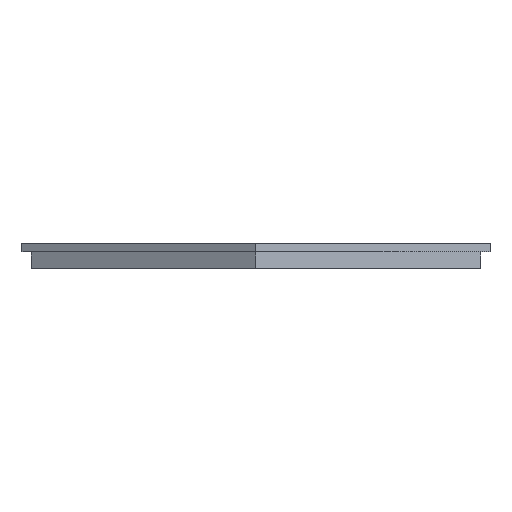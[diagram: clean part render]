
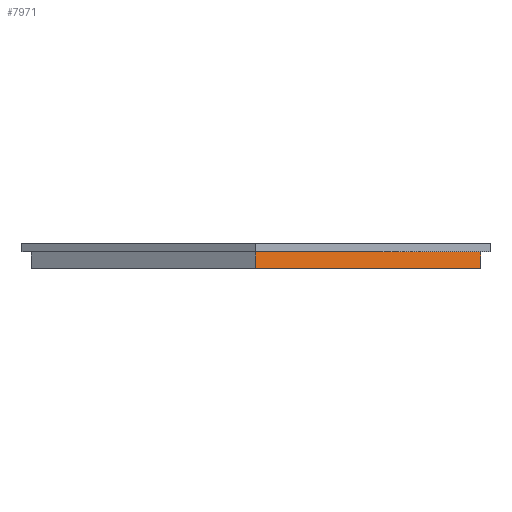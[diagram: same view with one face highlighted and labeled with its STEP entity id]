
A CAD part, front view. The second image highlights one B-rep face of the part: STEP entity #7971.
In plain terms, the highlighted planar face has unit normal (0.5, -0.866, 0).
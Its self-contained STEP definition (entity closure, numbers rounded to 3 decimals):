
#517 = EDGE_CURVE ( 'NONE', #3891, #5281, #1302, .T. ) ;
#616 = DIRECTION ( 'NONE',  ( 0.866, 0.5, 0. ) ) ;
#931 = LINE ( 'NONE', #2197, #2333 ) ;
#1189 = LINE ( 'NONE', #4482, #6133 ) ;
#1302 = LINE ( 'NONE', #1813, #2918 ) ;
#1331 = ORIENTED_EDGE ( 'NONE', *, *, #7759, .T. ) ;
#1626 = PLANE ( 'NONE',  #8268 ) ;
#1805 = CARTESIAN_POINT ( 'NONE',  ( 54., -31.754, -6. ) ) ;
#1813 = CARTESIAN_POINT ( 'NONE',  ( 27.25, -47.198, -2. ) ) ;
#2159 = DIRECTION ( 'NONE',  ( 0.866, 0.5, 0. ) ) ;
#2197 = CARTESIAN_POINT ( 'NONE',  ( 27.25, -47.198, -6. ) ) ;
#2333 = VECTOR ( 'NONE', #2159, 1000. ) ;
#2443 = CARTESIAN_POINT ( 'NONE',  ( 27.25, -47.198, -6. ) ) ;
#2467 = EDGE_CURVE ( 'NONE', #5615, #5281, #1189, .T. ) ;
#2541 = CARTESIAN_POINT ( 'NONE',  ( 0., -62.931, -6. ) ) ;
#2918 = VECTOR ( 'NONE', #616, 1000. ) ;
#3064 = DIRECTION ( 'NONE',  ( 0., 0., 1. ) ) ;
#3511 = VECTOR ( 'NONE', #3064, 1000. ) ;
#3555 = EDGE_CURVE ( 'NONE', #3749, #3891, #8300, .T. ) ;
#3749 = VERTEX_POINT ( 'NONE', #2541 ) ;
#3835 = DIRECTION ( 'NONE',  ( 0., 0., 1. ) ) ;
#3891 = VERTEX_POINT ( 'NONE', #6050 ) ;
#4121 = CARTESIAN_POINT ( 'NONE',  ( 54., -31.754, -2. ) ) ;
#4132 = ORIENTED_EDGE ( 'NONE', *, *, #2467, .T. ) ;
#4482 = CARTESIAN_POINT ( 'NONE',  ( 54., -31.754, -6. ) ) ;
#5281 = VERTEX_POINT ( 'NONE', #4121 ) ;
#5615 = VERTEX_POINT ( 'NONE', #1805 ) ;
#5898 = ORIENTED_EDGE ( 'NONE', *, *, #517, .F. ) ;
#6050 = CARTESIAN_POINT ( 'NONE',  ( 0., -62.931, -2. ) ) ;
#6133 = VECTOR ( 'NONE', #3835, 1000. ) ;
#6269 = ORIENTED_EDGE ( 'NONE', *, *, #3555, .F. ) ;
#6310 = CARTESIAN_POINT ( 'NONE',  ( 0., -62.931, -6. ) ) ;
#6914 = DIRECTION ( 'NONE',  ( 0.866, 0.5, 0. ) ) ;
#7586 = EDGE_LOOP ( 'NONE', ( #5898, #6269, #1331, #4132 ) ) ;
#7726 = DIRECTION ( 'NONE',  ( 0.5, -0.866, 0. ) ) ;
#7759 = EDGE_CURVE ( 'NONE', #3749, #5615, #931, .T. ) ;
#7971 = ADVANCED_FACE ( 'NONE', ( #8330 ), #1626, .T. ) ;
#8268 = AXIS2_PLACEMENT_3D ( 'NONE', #2443, #7726, #6914 ) ;
#8300 = LINE ( 'NONE', #6310, #3511 ) ;
#8330 = FACE_OUTER_BOUND ( 'NONE', #7586, .T. ) ;
